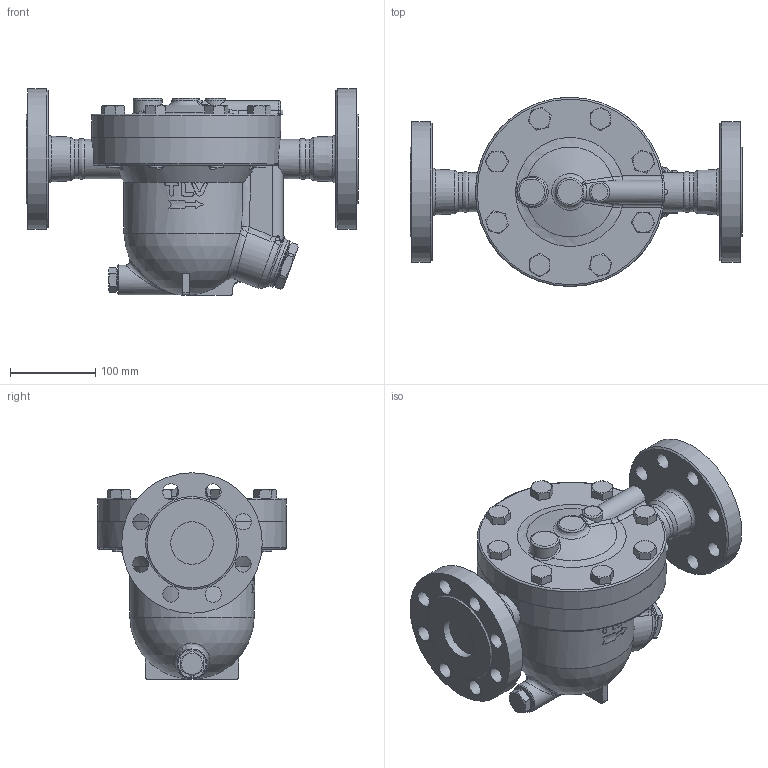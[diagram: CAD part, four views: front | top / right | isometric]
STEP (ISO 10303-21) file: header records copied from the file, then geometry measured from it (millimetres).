
FILE_DESCRIPTION((''),'2;1');
FILE_NAME('j7rmb-050-jis40-00.stp','2010-08-02T13:49:18',('nakaot'),(''),'Autodesk Inventor 2008','Autodesk Inventor 2008','');
FILE_SCHEMA(('AUTOMOTIVE_DESIGN { 1 0 10303 214 1 1 1 1 }'));
Length unit declared in the file: millimetre
Products named in the file (1): j7rmb-050-jis40-00
Bounding box: 390 x 222 x 242.5 mm (x, y, z)
Volume: 6237118.7 mm3; surface area: 411141.5 mm2
Topology: 1 solids, 1 shells, 376 faces, 923 edges, 584 vertices
Faces by surface type: plane 131, bspline 97, cone 70, cylinder 68, torus 7, sphere 3
Full cylindrical faces by diameter (mm): 16 x16, 19 x8, 21 x1, 24 x1, 34 x1, 35 x1, 46 x3, 49.5 x1, 50 x1, 58 x1, 130 x1, 165 x1, 222 x2
Entity records: 23576 total; most frequent: CARTESIAN_POINT 15934, ORIENTED_EDGE 1618, DIRECTION 1374, EDGE_CURVE 809, AXIS2_PLACEMENT_3D 590, VERTEX_POINT 551, EDGE_LOOP 540, FACE_OUTER_BOUND 376
